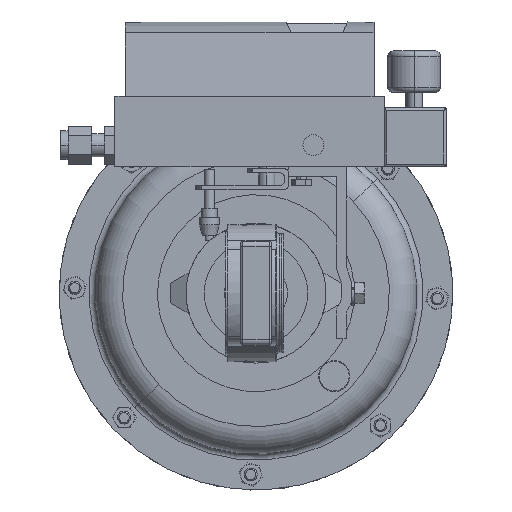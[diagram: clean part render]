
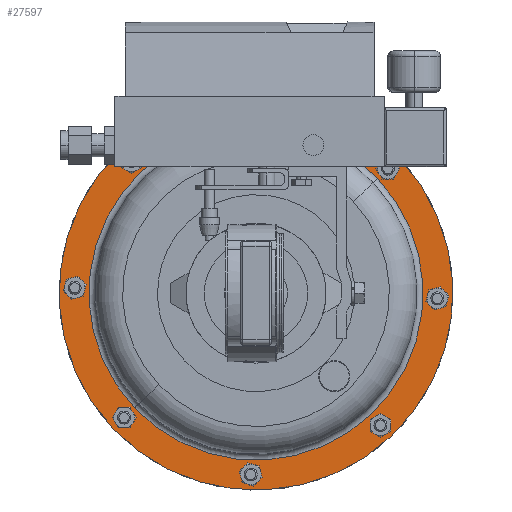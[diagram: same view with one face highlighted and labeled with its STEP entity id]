
A CAD part, front view. The second image highlights one B-rep face of the part: STEP entity #27597.
In plain terms, the highlighted planar face has unit normal (0, -1, 0).
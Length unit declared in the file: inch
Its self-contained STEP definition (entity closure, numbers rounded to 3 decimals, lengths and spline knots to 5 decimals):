
#310 = ORIENTED_EDGE ( 'NONE', *, *, #25258, .F. ) ;
#744 = VERTEX_POINT ( 'NONE', #19808 ) ;
#3107 = DIRECTION ( 'NONE',  ( 0., 1., 0. ) ) ;
#3452 = AXIS2_PLACEMENT_3D ( 'NONE', #21325, #7183, #23701 ) ;
#3981 = DIRECTION ( 'NONE',  ( 0., 1., 0. ) ) ;
#4595 = CIRCLE ( 'NONE', #21452, 4.029 ) ;
#5623 = ORIENTED_EDGE ( 'NONE', *, *, #17028, .T. ) ;
#5977 = CARTESIAN_POINT ( 'NONE',  ( -3.45549, 8.8175, -3.25916 ) ) ;
#6016 = CARTESIAN_POINT ( 'NONE',  ( 3.25916, 8.8175, -3.45549 ) ) ;
#7183 = DIRECTION ( 'NONE',  ( 0., 1., 0. ) ) ;
#9113 = ORIENTED_EDGE ( 'NONE', *, *, #21791, .T. ) ;
#9140 = CARTESIAN_POINT ( 'NONE',  ( 3.45549, 8.8175, 3.25916 ) ) ;
#9992 = CIRCLE ( 'NONE', #16047, 4.029 ) ;
#10366 = CARTESIAN_POINT ( 'NONE',  ( 0., 8.8175, 0. ) ) ;
#10785 = DIRECTION ( 'NONE',  ( 0., -1., 0. ) ) ;
#12394 = EDGE_CURVE ( 'NONE', #27250, #26592, #18253, .T. ) ;
#12739 = DIRECTION ( 'NONE',  ( 0.727, 0., 0.686 ) ) ;
#13731 = EDGE_LOOP ( 'NONE', ( #9113, #5623 ) ) ;
#15441 = PLANE ( 'NONE',  #16378 ) ;
#16047 = AXIS2_PLACEMENT_3D ( 'NONE', #18149, #3981, #20487 ) ;
#16378 = AXIS2_PLACEMENT_3D ( 'NONE', #6016, #10785, #27260 ) ;
#16667 = VERTEX_POINT ( 'NONE', #20811 ) ;
#17028 = EDGE_CURVE ( 'NONE', #16667, #744, #9992, .T. ) ;
#17260 = CARTESIAN_POINT ( 'NONE',  ( 0., 8.8175, 0. ) ) ;
#17926 = AXIS2_PLACEMENT_3D ( 'NONE', #17260, #3107, #19618 ) ;
#18149 = CARTESIAN_POINT ( 'NONE',  ( 0., 8.8175, 0. ) ) ;
#18253 = CIRCLE ( 'NONE', #3452, 4.75 ) ;
#18486 = CIRCLE ( 'NONE', #17926, 4.75 ) ;
#18767 = FACE_OUTER_BOUND ( 'NONE', #26515, .T. ) ;
#18999 = ORIENTED_EDGE ( 'NONE', *, *, #12394, .F. ) ;
#19618 = DIRECTION ( 'NONE',  ( 0.727, 0., 0.686 ) ) ;
#19808 = CARTESIAN_POINT ( 'NONE',  ( 2.93098, 8.8175, 2.76445 ) ) ;
#20487 = DIRECTION ( 'NONE',  ( 0.727, 0., 0.686 ) ) ;
#20811 = CARTESIAN_POINT ( 'NONE',  ( -2.93098, 8.8175, -2.76445 ) ) ;
#21325 = CARTESIAN_POINT ( 'NONE',  ( 0., 8.8175, 0. ) ) ;
#21452 = AXIS2_PLACEMENT_3D ( 'NONE', #10366, #26861, #12739 ) ;
#21791 = EDGE_CURVE ( 'NONE', #744, #16667, #4595, .T. ) ;
#23701 = DIRECTION ( 'NONE',  ( 0.727, 0., 0.686 ) ) ;
#25258 = EDGE_CURVE ( 'NONE', #26592, #27250, #18486, .T. ) ;
#26515 = EDGE_LOOP ( 'NONE', ( #18999, #310 ) ) ;
#26592 = VERTEX_POINT ( 'NONE', #5977 ) ;
#26861 = DIRECTION ( 'NONE',  ( 0., 1., 0. ) ) ;
#27250 = VERTEX_POINT ( 'NONE', #9140 ) ;
#27260 = DIRECTION ( 'NONE',  ( -0.727, 0., -0.686 ) ) ;
#27597 = ADVANCED_FACE ( 'NONE', ( #30497, #18767 ), #15441, .T. ) ;
#30497 = FACE_BOUND ( 'NONE', #13731, .T. ) ;
